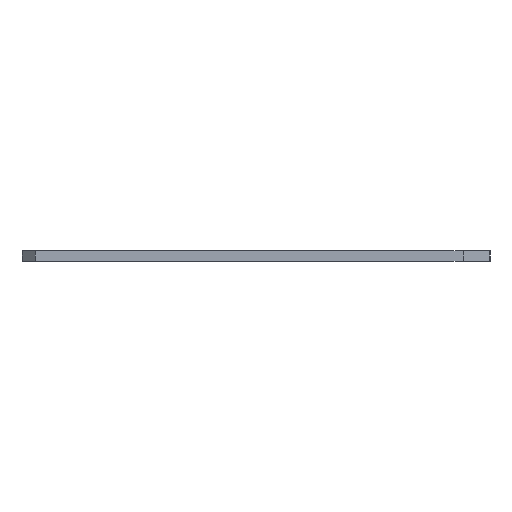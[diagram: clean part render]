
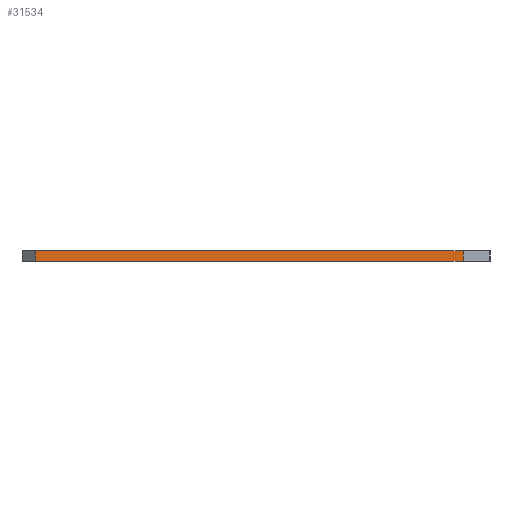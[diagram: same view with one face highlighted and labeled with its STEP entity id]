
A CAD part, left-side view. The second image highlights one B-rep face of the part: STEP entity #31534.
In plain terms, the highlighted planar face has unit normal (-1, 0, 0).
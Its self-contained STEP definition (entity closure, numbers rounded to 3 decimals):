
#55 = PLANE('',#56);
#56 = AXIS2_PLACEMENT_3D('',#57,#58,#59);
#57 = CARTESIAN_POINT('',(135.446,-50.161,0.));
#58 = DIRECTION('',(0.,0.,1.));
#59 = DIRECTION('',(1.,0.,0.));
#111 = PLANE('',#112);
#112 = AXIS2_PLACEMENT_3D('',#113,#114,#115);
#113 = CARTESIAN_POINT('',(135.446,-50.161,1.6));
#114 = DIRECTION('',(0.,0.,1.));
#115 = DIRECTION('',(1.,0.,0.));
#569 = VERTEX_POINT('',#570);
#570 = CARTESIAN_POINT('',(13.97,-16.002,0.));
#584 = PLANE('',#585);
#585 = AXIS2_PLACEMENT_3D('',#586,#587,#588);
#586 = CARTESIAN_POINT('',(16.002,-13.97,0.));
#587 = DIRECTION('',(0.707,-0.707,0.));
#588 = DIRECTION('',(-0.707,-0.707,0.));
#596 = EDGE_CURVE('',#569,#597,#599,.T.);
#597 = VERTEX_POINT('',#598);
#598 = CARTESIAN_POINT('',(13.97,-82.474,0.));
#599 = SURFACE_CURVE('',#600,(#604,#611),.PCURVE_S1.);
#600 = LINE('',#601,#602);
#601 = CARTESIAN_POINT('',(13.97,-16.002,0.));
#602 = VECTOR('',#603,1.);
#603 = DIRECTION('',(0.,-1.,0.));
#604 = PCURVE('',#55,#605);
#605 = DEFINITIONAL_REPRESENTATION('',(#606),#610);
#606 = LINE('',#607,#608);
#607 = CARTESIAN_POINT('',(-121.476,34.159));
#608 = VECTOR('',#609,1.);
#609 = DIRECTION('',(0.,-1.));
#610 = ( GEOMETRIC_REPRESENTATION_CONTEXT(2) 
PARAMETRIC_REPRESENTATION_CONTEXT() REPRESENTATION_CONTEXT('2D SPACE',''
  ) );
#611 = PCURVE('',#612,#617);
#612 = PLANE('',#613);
#613 = AXIS2_PLACEMENT_3D('',#614,#615,#616);
#614 = CARTESIAN_POINT('',(13.97,-16.002,0.));
#615 = DIRECTION('',(1.,0.,0.));
#616 = DIRECTION('',(0.,-1.,0.));
#617 = DEFINITIONAL_REPRESENTATION('',(#618),#622);
#618 = LINE('',#619,#620);
#619 = CARTESIAN_POINT('',(0.,0.));
#620 = VECTOR('',#621,1.);
#621 = DIRECTION('',(1.,0.));
#622 = ( GEOMETRIC_REPRESENTATION_CONTEXT(2) 
PARAMETRIC_REPRESENTATION_CONTEXT() REPRESENTATION_CONTEXT('2D SPACE',''
  ) );
#640 = PLANE('',#641);
#641 = AXIS2_PLACEMENT_3D('',#642,#643,#644);
#642 = CARTESIAN_POINT('',(13.97,-82.474,0.));
#643 = DIRECTION('',(0.707,0.707,0.));
#644 = DIRECTION('',(0.707,-0.707,0.));
#17155 = VERTEX_POINT('',#17156);
#17156 = CARTESIAN_POINT('',(13.97,-16.002,1.6));
#17177 = EDGE_CURVE('',#17155,#17178,#17180,.T.);
#17178 = VERTEX_POINT('',#17179);
#17179 = CARTESIAN_POINT('',(13.97,-82.474,1.6));
#17180 = SURFACE_CURVE('',#17181,(#17185,#17192),.PCURVE_S1.);
#17181 = LINE('',#17182,#17183);
#17182 = CARTESIAN_POINT('',(13.97,-16.002,1.6));
#17183 = VECTOR('',#17184,1.);
#17184 = DIRECTION('',(0.,-1.,0.));
#17185 = PCURVE('',#111,#17186);
#17186 = DEFINITIONAL_REPRESENTATION('',(#17187),#17191);
#17187 = LINE('',#17188,#17189);
#17188 = CARTESIAN_POINT('',(-121.476,34.159));
#17189 = VECTOR('',#17190,1.);
#17190 = DIRECTION('',(0.,-1.));
#17191 = ( GEOMETRIC_REPRESENTATION_CONTEXT(2) 
PARAMETRIC_REPRESENTATION_CONTEXT() REPRESENTATION_CONTEXT('2D SPACE',''
  ) );
#17192 = PCURVE('',#612,#17193);
#17193 = DEFINITIONAL_REPRESENTATION('',(#17194),#17198);
#17194 = LINE('',#17195,#17196);
#17195 = CARTESIAN_POINT('',(0.,-1.6));
#17196 = VECTOR('',#17197,1.);
#17197 = DIRECTION('',(1.,0.));
#17198 = ( GEOMETRIC_REPRESENTATION_CONTEXT(2) 
PARAMETRIC_REPRESENTATION_CONTEXT() REPRESENTATION_CONTEXT('2D SPACE',''
  ) );
#31488 = EDGE_CURVE('',#569,#17155,#31489,.T.);
#31489 = SURFACE_CURVE('',#31490,(#31494,#31501),.PCURVE_S1.);
#31490 = LINE('',#31491,#31492);
#31491 = CARTESIAN_POINT('',(13.97,-16.002,0.));
#31492 = VECTOR('',#31493,1.);
#31493 = DIRECTION('',(0.,0.,1.));
#31494 = PCURVE('',#584,#31495);
#31495 = DEFINITIONAL_REPRESENTATION('',(#31496),#31500);
#31496 = LINE('',#31497,#31498);
#31497 = CARTESIAN_POINT('',(2.874,0.));
#31498 = VECTOR('',#31499,1.);
#31499 = DIRECTION('',(0.,-1.));
#31500 = ( GEOMETRIC_REPRESENTATION_CONTEXT(2) 
PARAMETRIC_REPRESENTATION_CONTEXT() REPRESENTATION_CONTEXT('2D SPACE',''
  ) );
#31501 = PCURVE('',#612,#31502);
#31502 = DEFINITIONAL_REPRESENTATION('',(#31503),#31507);
#31503 = LINE('',#31504,#31505);
#31504 = CARTESIAN_POINT('',(0.,0.));
#31505 = VECTOR('',#31506,1.);
#31506 = DIRECTION('',(0.,-1.));
#31507 = ( GEOMETRIC_REPRESENTATION_CONTEXT(2) 
PARAMETRIC_REPRESENTATION_CONTEXT() REPRESENTATION_CONTEXT('2D SPACE',''
  ) );
#31534 = ADVANCED_FACE('',(#31535),#612,.F.);
#31535 = FACE_BOUND('',#31536,.F.);
#31536 = EDGE_LOOP('',(#31537,#31538,#31539,#31560));
#31537 = ORIENTED_EDGE('',*,*,#31488,.T.);
#31538 = ORIENTED_EDGE('',*,*,#17177,.T.);
#31539 = ORIENTED_EDGE('',*,*,#31540,.F.);
#31540 = EDGE_CURVE('',#597,#17178,#31541,.T.);
#31541 = SURFACE_CURVE('',#31542,(#31546,#31553),.PCURVE_S1.);
#31542 = LINE('',#31543,#31544);
#31543 = CARTESIAN_POINT('',(13.97,-82.474,0.));
#31544 = VECTOR('',#31545,1.);
#31545 = DIRECTION('',(0.,0.,1.));
#31546 = PCURVE('',#612,#31547);
#31547 = DEFINITIONAL_REPRESENTATION('',(#31548),#31552);
#31548 = LINE('',#31549,#31550);
#31549 = CARTESIAN_POINT('',(66.472,0.));
#31550 = VECTOR('',#31551,1.);
#31551 = DIRECTION('',(0.,-1.));
#31552 = ( GEOMETRIC_REPRESENTATION_CONTEXT(2) 
PARAMETRIC_REPRESENTATION_CONTEXT() REPRESENTATION_CONTEXT('2D SPACE',''
  ) );
#31553 = PCURVE('',#640,#31554);
#31554 = DEFINITIONAL_REPRESENTATION('',(#31555),#31559);
#31555 = LINE('',#31556,#31557);
#31556 = CARTESIAN_POINT('',(0.,0.));
#31557 = VECTOR('',#31558,1.);
#31558 = DIRECTION('',(0.,-1.));
#31559 = ( GEOMETRIC_REPRESENTATION_CONTEXT(2) 
PARAMETRIC_REPRESENTATION_CONTEXT() REPRESENTATION_CONTEXT('2D SPACE',''
  ) );
#31560 = ORIENTED_EDGE('',*,*,#596,.F.);
